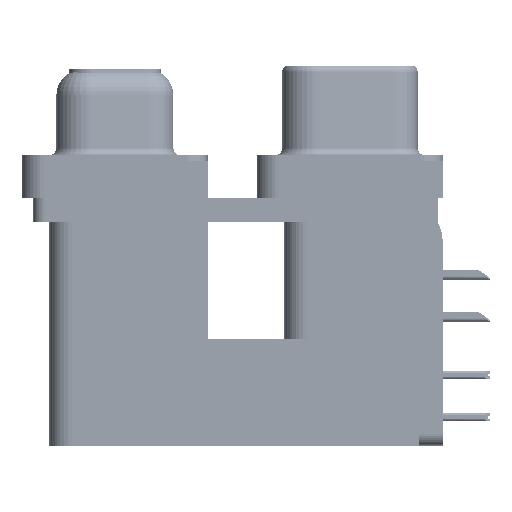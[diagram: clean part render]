
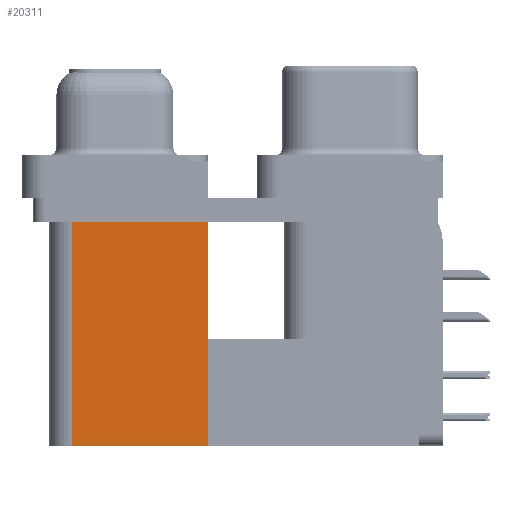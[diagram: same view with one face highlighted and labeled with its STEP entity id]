
A CAD part, left-side view. The second image highlights one B-rep face of the part: STEP entity #20311.
In plain terms, the highlighted planar face has unit normal (-1, 0, 0).
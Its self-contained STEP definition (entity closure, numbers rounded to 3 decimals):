
#1255 = PLANE ( 'NONE',  #37873 ) ;
#3447 = DIRECTION ( 'NONE',  ( 0., 1., 0. ) ) ;
#4455 = EDGE_LOOP ( 'NONE', ( #40968, #17325, #21163, #33767 ) ) ;
#8666 = CARTESIAN_POINT ( 'NONE',  ( 3.7, 18.8, -2.5 ) ) ;
#11507 = EDGE_CURVE ( 'NONE', #19627, #16034, #32099, .T. ) ;
#11788 = LINE ( 'NONE', #20121, #49671 ) ;
#13412 = VECTOR ( 'NONE', #41788, 1000. ) ;
#14228 = VECTOR ( 'NONE', #31932, 1000. ) ;
#15409 = CARTESIAN_POINT ( 'NONE',  ( 3.7, 9.6, -19.2 ) ) ;
#16034 = VERTEX_POINT ( 'NONE', #42097 ) ;
#16104 = CARTESIAN_POINT ( 'NONE',  ( 3.7, 18.8, -19.2 ) ) ;
#16924 = CARTESIAN_POINT ( 'NONE',  ( 3.7, 9.6, -19.2 ) ) ;
#17325 = ORIENTED_EDGE ( 'NONE', *, *, #36844, .F. ) ;
#18203 = CARTESIAN_POINT ( 'NONE',  ( 3.7, 9.6, -19.2 ) ) ;
#19627 = VERTEX_POINT ( 'NONE', #16924 ) ;
#20121 = CARTESIAN_POINT ( 'NONE',  ( 3.7, 9.6, -2.5 ) ) ;
#20311 = ADVANCED_FACE ( 'NONE', ( #51534 ), #1255, .F. ) ;
#21163 = ORIENTED_EDGE ( 'NONE', *, *, #49831, .F. ) ;
#22861 = VERTEX_POINT ( 'NONE', #16104 ) ;
#24200 = CARTESIAN_POINT ( 'NONE',  ( 3.7, 18.8, -19.2 ) ) ;
#28026 = CARTESIAN_POINT ( 'NONE',  ( 3.7, 9.6, -19.2 ) ) ;
#31932 = DIRECTION ( 'NONE',  ( 0., 1., 0. ) ) ;
#32099 = LINE ( 'NONE', #15409, #13412 ) ;
#32125 = EDGE_CURVE ( 'NONE', #16034, #53188, #11788, .T. ) ;
#33767 = ORIENTED_EDGE ( 'NONE', *, *, #11507, .T. ) ;
#36844 = EDGE_CURVE ( 'NONE', #22861, #53188, #37002, .T. ) ;
#37002 = LINE ( 'NONE', #24200, #37660 ) ;
#37660 = VECTOR ( 'NONE', #41995, 1000. ) ;
#37873 = AXIS2_PLACEMENT_3D ( 'NONE', #18203, #39582, #52070 ) ;
#39582 = DIRECTION ( 'NONE',  ( 1., 0., 0. ) ) ;
#40241 = LINE ( 'NONE', #28026, #14228 ) ;
#40968 = ORIENTED_EDGE ( 'NONE', *, *, #32125, .T. ) ;
#41788 = DIRECTION ( 'NONE',  ( 0., 0., 1. ) ) ;
#41995 = DIRECTION ( 'NONE',  ( 0., 0., 1. ) ) ;
#42097 = CARTESIAN_POINT ( 'NONE',  ( 3.7, 9.6, -2.5 ) ) ;
#49671 = VECTOR ( 'NONE', #3447, 1000. ) ;
#49831 = EDGE_CURVE ( 'NONE', #19627, #22861, #40241, .T. ) ;
#51534 = FACE_OUTER_BOUND ( 'NONE', #4455, .T. ) ;
#52070 = DIRECTION ( 'NONE',  ( 0., 0., -1. ) ) ;
#53188 = VERTEX_POINT ( 'NONE', #8666 ) ;
